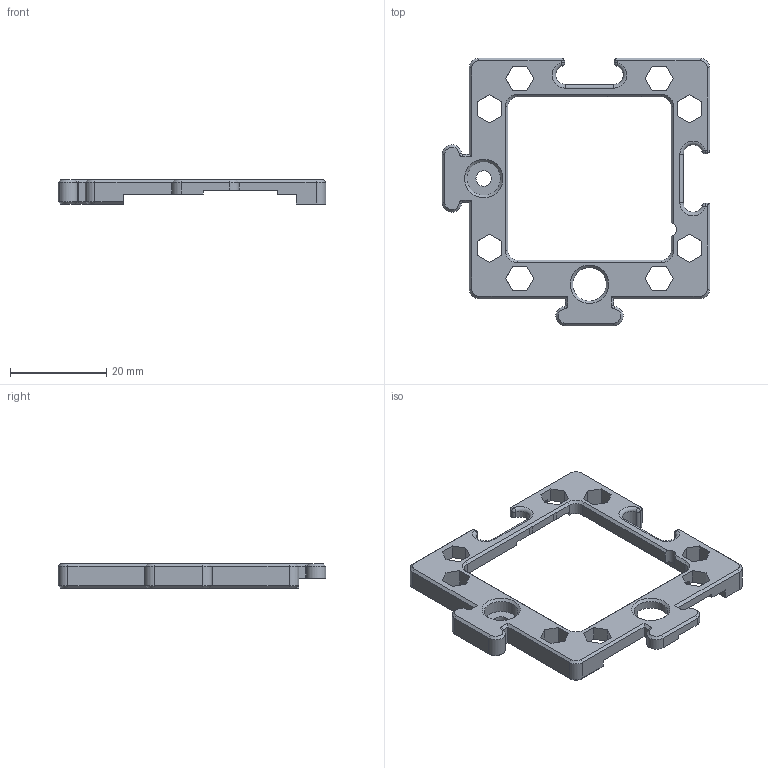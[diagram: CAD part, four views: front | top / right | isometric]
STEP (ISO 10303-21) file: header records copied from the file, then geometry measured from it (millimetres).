
FILE_DESCRIPTION(/* description */ (''),/* implementation_level */ '2;1');
FILE_NAME(/* name */ '20_Cube_Insert_Beamsplittercube_motorized_base_slide_linearmotor.ipt.step',/* time_stamp */ '2022-11-29T07:57:21+01:00',/* author */ ('diederichbenedict'),/* organization */ (''),/* preprocessor_version */ 'ST-DEVELOPER v18.1',/* originating_system */ 'Autodesk Inventor 2022',/* authorisation */ '');
FILE_SCHEMA (('AUTOMOTIVE_DESIGN { 1 0 10303 214 3 1 1 }'));
Length unit declared in the file: millimetre
Products named in the file (1): 20_Cube_Insert_Beamsplittercube_motorized_base_slide_linearmotor
Bounding box: 55.6 x 55.6 x 5 mm (x, y, z)
Volume: 4225.6 mm3; surface area: 4348.5 mm2
Topology: 1 solids, 1 shells, 199 faces, 550 edges, 346 vertices
Faces by surface type: plane 125, cylinder 39, cone 27, sphere 4, torus 4
Full cylindrical faces by diameter (mm): 3.2 x1, 7 x2
Entity records: 6523 total; most frequent: ORIENTED_EDGE 1100, CARTESIAN_POINT 1100, DIRECTION 1072, EDGE_CURVE 550, LINE 424, VECTOR 424, VERTEX_POINT 346, AXIS2_PLACEMENT_3D 324
